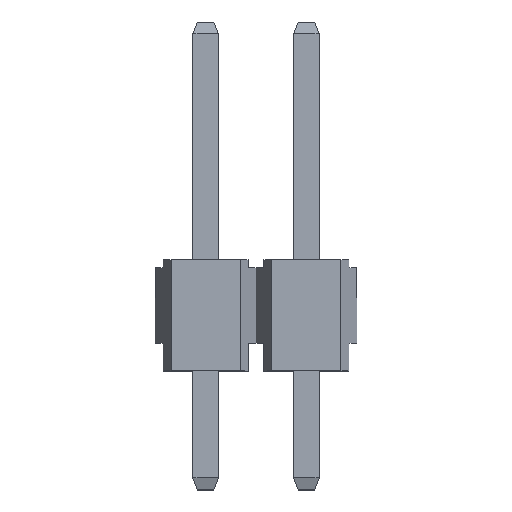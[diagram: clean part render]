
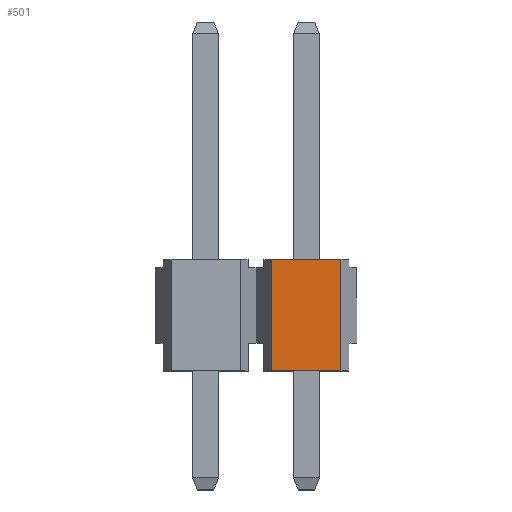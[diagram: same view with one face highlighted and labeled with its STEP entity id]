
A CAD part, top view. The second image highlights one B-rep face of the part: STEP entity #501.
In plain terms, the highlighted planar face has unit normal (0, 0, 1).
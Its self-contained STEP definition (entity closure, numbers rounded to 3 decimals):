
#500 = EDGE_CURVE ( 'NONE', #590, #614, #1975, .T. ) ;
#501 = ADVANCED_FACE ( 'NONE', ( #1971 ), #1969, .F. ) ;
#502 = EDGE_LOOP ( 'NONE', ( #511, #510, #507, #505 ) ) ;
#505 = ORIENTED_EDGE ( 'NONE', *, *, #500, .T. ) ;
#507 = ORIENTED_EDGE ( 'NONE', *, *, #596, .F. ) ;
#510 = ORIENTED_EDGE ( 'NONE', *, *, #512, .F. ) ;
#511 = ORIENTED_EDGE ( 'NONE', *, *, #557, .T. ) ;
#512 = EDGE_CURVE ( 'NONE', #611, #643, #1954, .T. ) ;
#557 = EDGE_CURVE ( 'NONE', #614, #643, #2087, .T. ) ;
#590 = VERTEX_POINT ( 'NONE', #2152 ) ;
#596 = EDGE_CURVE ( 'NONE', #590, #611, #2147, .T. ) ;
#611 = VERTEX_POINT ( 'NONE', #2180 ) ;
#614 = VERTEX_POINT ( 'NONE', #2178 ) ;
#643 = VERTEX_POINT ( 'NONE', #2201 ) ;
#1951 = DIRECTION ( 'NONE',  ( 0., -1., 0. ) ) ;
#1952 = VECTOR ( 'NONE', #1951, 1000. ) ;
#1953 = CARTESIAN_POINT ( 'NONE',  ( 0.87, 2.8, 1.27 ) ) ;
#1954 = LINE ( 'NONE', #1953, #1952 ) ;
#1965 = DIRECTION ( 'NONE',  ( -1., 0., 0. ) ) ;
#1966 = DIRECTION ( 'NONE',  ( 0., 0., -1. ) ) ;
#1967 = CARTESIAN_POINT ( 'NONE',  ( -0.87, 2.8, 1.27 ) ) ;
#1968 = AXIS2_PLACEMENT_3D ( 'NONE', #1967, #1966, #1965 ) ;
#1969 = PLANE ( 'NONE',  #1968 ) ;
#1971 = FACE_OUTER_BOUND ( 'NONE', #502, .T. ) ;
#1972 = DIRECTION ( 'NONE',  ( 0., -1., 0. ) ) ;
#1973 = VECTOR ( 'NONE', #1972, 1000. ) ;
#1974 = CARTESIAN_POINT ( 'NONE',  ( -0.87, 2.8, 1.27 ) ) ;
#1975 = LINE ( 'NONE', #1974, #1973 ) ;
#2084 = DIRECTION ( 'NONE',  ( 1., 0., 0. ) ) ;
#2085 = VECTOR ( 'NONE', #2084, 1000. ) ;
#2086 = CARTESIAN_POINT ( 'NONE',  ( -0.87, 0., 1.27 ) ) ;
#2087 = LINE ( 'NONE', #2086, #2085 ) ;
#2144 = DIRECTION ( 'NONE',  ( 1., 0., 0. ) ) ;
#2145 = VECTOR ( 'NONE', #2144, 1000. ) ;
#2146 = CARTESIAN_POINT ( 'NONE',  ( -0.87, 2.8, 1.27 ) ) ;
#2147 = LINE ( 'NONE', #2146, #2145 ) ;
#2152 = CARTESIAN_POINT ( 'NONE',  ( -0.87, 2.8, 1.27 ) ) ;
#2178 = CARTESIAN_POINT ( 'NONE',  ( -0.87, 0., 1.27 ) ) ;
#2180 = CARTESIAN_POINT ( 'NONE',  ( 0.87, 2.8, 1.27 ) ) ;
#2201 = CARTESIAN_POINT ( 'NONE',  ( 0.87, 0., 1.27 ) ) ;
